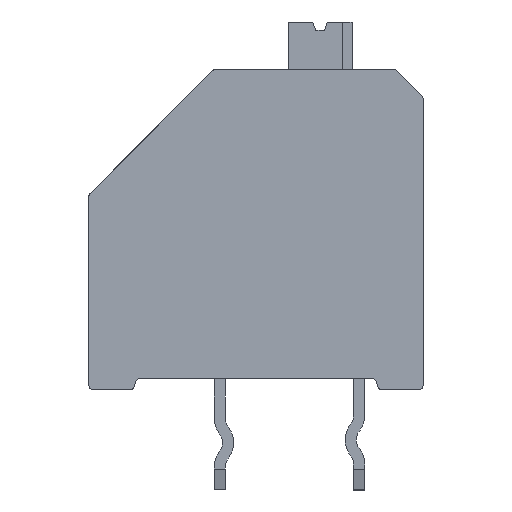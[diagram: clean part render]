
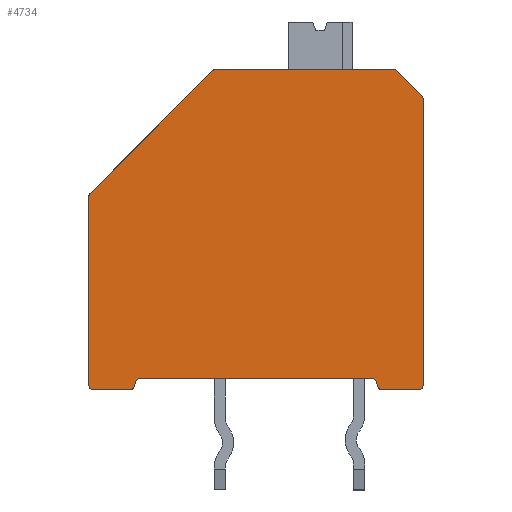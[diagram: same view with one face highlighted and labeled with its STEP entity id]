
A CAD part, front view. The second image highlights one B-rep face of the part: STEP entity #4734.
In plain terms, the highlighted planar face has unit normal (0, -1, 0).
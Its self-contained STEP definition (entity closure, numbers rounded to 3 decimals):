
#183=CIRCLE('',#5016,0.17);
#184=CIRCLE('',#5019,0.17);
#185=CIRCLE('',#5021,0.17);
#186=CIRCLE('',#5023,0.17);
#187=CIRCLE('',#5026,0.17);
#188=CIRCLE('',#5031,0.17);
#189=CIRCLE('',#5035,0.17);
#190=CIRCLE('',#5037,0.17);
#191=CIRCLE('',#5039,0.17);
#192=CIRCLE('',#5044,0.17);
#851=ORIENTED_EDGE('',*,*,#1556,.F.);
#852=ORIENTED_EDGE('',*,*,#1564,.T.);
#853=ORIENTED_EDGE('',*,*,#1574,.T.);
#854=ORIENTED_EDGE('',*,*,#1568,.F.);
#855=ORIENTED_EDGE('',*,*,#1594,.T.);
#856=ORIENTED_EDGE('',*,*,#1590,.F.);
#857=ORIENTED_EDGE('',*,*,#1592,.T.);
#858=ORIENTED_EDGE('',*,*,#1566,.T.);
#859=ORIENTED_EDGE('',*,*,#1562,.F.);
#860=ORIENTED_EDGE('',*,*,#1580,.T.);
#861=ORIENTED_EDGE('',*,*,#1585,.T.);
#862=ORIENTED_EDGE('',*,*,#1559,.T.);
#863=ORIENTED_EDGE('',*,*,#1571,.F.);
#864=ORIENTED_EDGE('',*,*,#1587,.T.);
#865=ORIENTED_EDGE('',*,*,#1597,.T.);
#866=ORIENTED_EDGE('',*,*,#1602,.T.);
#867=ORIENTED_EDGE('',*,*,#1582,.F.);
#868=ORIENTED_EDGE('',*,*,#1588,.T.);
#869=ORIENTED_EDGE('',*,*,#1578,.T.);
#870=ORIENTED_EDGE('',*,*,#1573,.T.);
#1556=EDGE_CURVE('',#1979,#1978,#2287,.T.);
#1559=EDGE_CURVE('',#1980,#1981,#183,.T.);
#1562=EDGE_CURVE('',#1983,#1982,#2292,.T.);
#1564=EDGE_CURVE('',#1979,#1984,#184,.T.);
#1566=EDGE_CURVE('',#1985,#1982,#185,.T.);
#1568=EDGE_CURVE('',#1986,#1987,#186,.T.);
#1571=EDGE_CURVE('',#1988,#1981,#2298,.T.);
#1573=EDGE_CURVE('',#1989,#1978,#187,.T.);
#1574=EDGE_CURVE('',#1984,#1987,#2300,.T.);
#1578=EDGE_CURVE('',#1990,#1989,#2304,.T.);
#1580=EDGE_CURVE('',#1983,#1991,#188,.T.);
#1582=EDGE_CURVE('',#1992,#1993,#2307,.T.);
#1585=EDGE_CURVE('',#1991,#1980,#2310,.T.);
#1587=EDGE_CURVE('',#1988,#1995,#189,.T.);
#1588=EDGE_CURVE('',#1992,#1990,#190,.T.);
#1590=EDGE_CURVE('',#1996,#1997,#191,.T.);
#1592=EDGE_CURVE('',#1996,#1985,#2314,.T.);
#1594=EDGE_CURVE('',#1986,#1997,#2316,.T.);
#1597=EDGE_CURVE('',#1995,#1999,#2319,.T.);
#1602=EDGE_CURVE('',#1999,#1993,#192,.T.);
#1978=VERTEX_POINT('',#6800);
#1979=VERTEX_POINT('',#6802);
#1980=VERTEX_POINT('',#6806);
#1981=VERTEX_POINT('',#6808);
#1982=VERTEX_POINT('',#6812);
#1983=VERTEX_POINT('',#6814);
#1984=VERTEX_POINT('',#6818);
#1985=VERTEX_POINT('',#6822);
#1986=VERTEX_POINT('',#6826);
#1987=VERTEX_POINT('',#6828);
#1988=VERTEX_POINT('',#6832);
#1989=VERTEX_POINT('',#6836);
#1990=VERTEX_POINT('',#6845);
#1991=VERTEX_POINT('',#6849);
#1992=VERTEX_POINT('',#6853);
#1993=VERTEX_POINT('',#6855);
#1995=VERTEX_POINT('',#6863);
#1996=VERTEX_POINT('',#6869);
#1997=VERTEX_POINT('',#6871);
#1999=VERTEX_POINT('',#6882);
#2287=LINE('',#6803,#2621);
#2292=LINE('',#6815,#2626);
#2298=LINE('',#6833,#2632);
#2300=LINE('',#6839,#2634);
#2304=LINE('',#6846,#2638);
#2307=LINE('',#6854,#2641);
#2310=LINE('',#6860,#2644);
#2314=LINE('',#6874,#2648);
#2316=LINE('',#6877,#2650);
#2319=LINE('',#6883,#2653);
#2621=VECTOR('',#5727,1000.);
#2626=VECTOR('',#5738,1000.);
#2632=VECTOR('',#5758,1000.);
#2634=VECTOR('',#5766,1000.);
#2638=VECTOR('',#5774,1000.);
#2641=VECTOR('',#5783,1000.);
#2644=VECTOR('',#5788,1000.);
#2648=VECTOR('',#5806,1000.);
#2650=VECTOR('',#5810,1000.);
#2653=VECTOR('',#5815,1000.);
#2911=EDGE_LOOP('',(#851,#852,#853,#854,#855,#856,#857,#858,#859,#860,#861,
#862,#863,#864,#865,#866,#867,#868,#869,#870));
#3113=FACE_BOUND('',#2911,.T.);
#3253=PLANE('',#5043);
#4734=ADVANCED_FACE('',(#3113),#3253,.T.);
#5016=AXIS2_PLACEMENT_3D('',#6809,#5732,#5733);
#5019=AXIS2_PLACEMENT_3D('',#6819,#5742,#5743);
#5021=AXIS2_PLACEMENT_3D('',#6823,#5747,#5748);
#5023=AXIS2_PLACEMENT_3D('',#6827,#5752,#5753);
#5026=AXIS2_PLACEMENT_3D('',#6837,#5762,#5763);
#5031=AXIS2_PLACEMENT_3D('',#6850,#5778,#5779);
#5035=AXIS2_PLACEMENT_3D('',#6864,#5792,#5793);
#5037=AXIS2_PLACEMENT_3D('',#6866,#5796,#5797);
#5039=AXIS2_PLACEMENT_3D('',#6870,#5801,#5802);
#5043=AXIS2_PLACEMENT_3D('',#6890,#5820,#5821);
#5044=AXIS2_PLACEMENT_3D('',#6891,#5822,#5823);
#5727=DIRECTION('',(-1.,0.,0.));
#5732=DIRECTION('',(0.,-1.,0.));
#5733=DIRECTION('',(0.,0.,-1.));
#5738=DIRECTION('',(-1.,0.,0.));
#5742=DIRECTION('',(0.,-1.,0.));
#5743=DIRECTION('',(0.,0.,-1.));
#5747=DIRECTION('',(0.,-1.,0.));
#5748=DIRECTION('',(0.,0.,-1.));
#5752=DIRECTION('',(0.,-1.,0.));
#5753=DIRECTION('',(0.,0.,-1.));
#5758=DIRECTION('',(0.707,0.,-0.707));
#5762=DIRECTION('',(0.,-1.,0.));
#5763=DIRECTION('',(0.,0.,-1.));
#5766=DIRECTION('',(0.259,0.,0.966));
#5774=DIRECTION('',(0.,0.,-1.));
#5778=DIRECTION('',(0.,-1.,0.));
#5779=DIRECTION('',(0.,0.,-1.));
#5783=DIRECTION('',(0.707,0.,0.707));
#5788=DIRECTION('',(0.,0.,1.));
#5792=DIRECTION('',(0.,-1.,0.));
#5793=DIRECTION('',(0.,0.,-1.));
#5796=DIRECTION('',(0.,-1.,0.));
#5797=DIRECTION('',(0.,0.,-1.));
#5801=DIRECTION('',(0.,-1.,0.));
#5802=DIRECTION('',(0.,0.,-1.));
#5806=DIRECTION('',(0.259,0.,-0.966));
#5810=DIRECTION('',(1.,0.,0.));
#5815=DIRECTION('',(-1.,0.,0.));
#5820=DIRECTION('',(0.,-1.,0.));
#5821=DIRECTION('',(0.,0.,-1.));
#5822=DIRECTION('',(0.,-1.,0.));
#5823=DIRECTION('',(0.,0.,-1.));
#6800=CARTESIAN_POINT('',(0.17,-5.31,-0.17));
#6802=CARTESIAN_POINT('',(1.47,-5.31,-0.17));
#6803=CARTESIAN_POINT('',(6.,-5.31,-0.17));
#6806=CARTESIAN_POINT('',(12.,-5.31,10.26));
#6808=CARTESIAN_POINT('',(11.95,-5.31,10.38));
#6809=CARTESIAN_POINT('',(11.83,-5.31,10.26));
#6812=CARTESIAN_POINT('',(10.53,-5.31,-0.17));
#6814=CARTESIAN_POINT('',(11.83,-5.31,-0.17));
#6815=CARTESIAN_POINT('',(6.,-5.31,-0.17));
#6818=CARTESIAN_POINT('',(1.634,-5.31,-0.044));
#6819=CARTESIAN_POINT('',(1.47,-5.31,0.));
#6822=CARTESIAN_POINT('',(10.366,-5.31,-0.044));
#6823=CARTESIAN_POINT('',(10.53,-5.31,0.));
#6826=CARTESIAN_POINT('',(1.838,-5.31,0.23));
#6827=CARTESIAN_POINT('',(1.838,-5.31,0.06));
#6828=CARTESIAN_POINT('',(1.673,-5.31,0.104));
#6832=CARTESIAN_POINT('',(11.05,-5.31,11.28));
#6833=CARTESIAN_POINT('',(11.5,-5.31,10.83));
#6836=CARTESIAN_POINT('',(0.,-5.31,0.));
#6837=CARTESIAN_POINT('',(0.17,-5.31,0.));
#6839=CARTESIAN_POINT('',(1.707,-5.31,0.23));
#6845=CARTESIAN_POINT('',(0.,-5.31,6.76));
#6846=CARTESIAN_POINT('',(0.,-5.31,13.03));
#6849=CARTESIAN_POINT('',(12.,-5.31,0.));
#6850=CARTESIAN_POINT('',(11.83,-5.31,0.));
#6853=CARTESIAN_POINT('',(0.05,-5.31,6.88));
#6854=CARTESIAN_POINT('',(1.847,-5.31,8.677));
#6855=CARTESIAN_POINT('',(4.45,-5.31,11.28));
#6860=CARTESIAN_POINT('',(12.,-5.31,-3.77));
#6863=CARTESIAN_POINT('',(10.93,-5.31,11.33));
#6864=CARTESIAN_POINT('',(10.93,-5.31,11.16));
#6866=CARTESIAN_POINT('',(0.17,-5.31,6.76));
#6869=CARTESIAN_POINT('',(10.327,-5.31,0.104));
#6870=CARTESIAN_POINT('',(10.162,-5.31,0.06));
#6871=CARTESIAN_POINT('',(10.162,-5.31,0.23));
#6874=CARTESIAN_POINT('',(10.774,-5.31,-1.566));
#6877=CARTESIAN_POINT('',(10.493,-5.31,0.23));
#6882=CARTESIAN_POINT('',(4.57,-5.31,11.33));
#6883=CARTESIAN_POINT('',(12.,-5.31,11.33));
#6890=CARTESIAN_POINT('',(0.,-5.31,0.));
#6891=CARTESIAN_POINT('',(4.57,-5.31,11.16));
